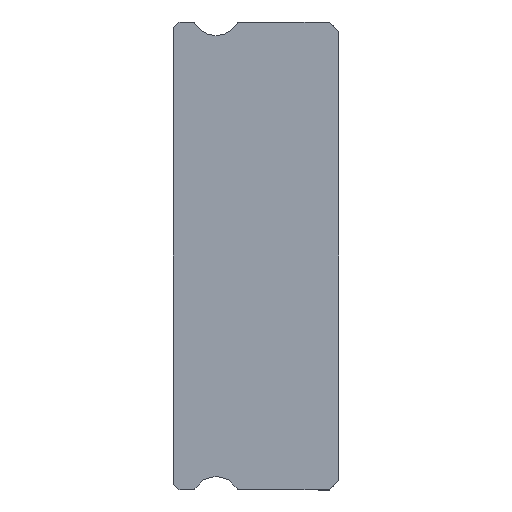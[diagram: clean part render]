
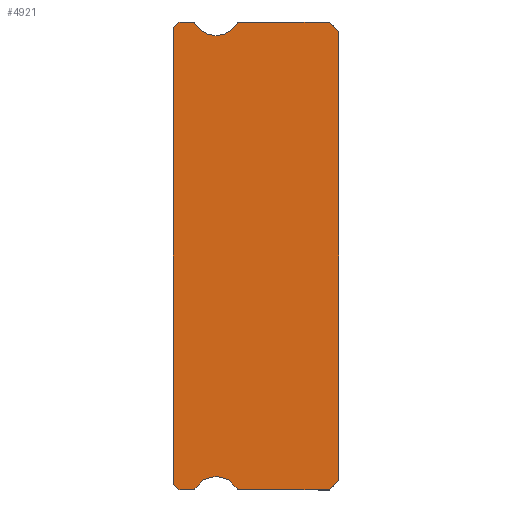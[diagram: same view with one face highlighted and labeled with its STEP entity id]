
A CAD part, left-side view. The second image highlights one B-rep face of the part: STEP entity #4921.
In plain terms, the highlighted planar face has unit normal (-1, 0, 0).
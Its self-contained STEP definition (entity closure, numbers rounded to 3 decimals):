
#172 = EDGE_CURVE ( 'NONE', #187, #386, #7081, .T. ) ;
#187 = VERTEX_POINT ( 'NONE', #336 ) ;
#214 = DIRECTION ( 'NONE',  ( 0., 0., -1. ) ) ;
#247 = CARTESIAN_POINT ( 'NONE',  ( -20., 0.5, -12. ) ) ;
#248 = FACE_OUTER_BOUND ( 'NONE', #4339, .T. ) ;
#336 = CARTESIAN_POINT ( 'NONE',  ( -20., 0., -11.5 ) ) ;
#362 = CARTESIAN_POINT ( 'NONE',  ( -20., 0., 11.5 ) ) ;
#386 = VERTEX_POINT ( 'NONE', #247 ) ;
#410 = CARTESIAN_POINT ( 'NONE',  ( -20., 0., 11.5 ) ) ;
#426 = CARTESIAN_POINT ( 'NONE',  ( -20., 6.3, 11.3 ) ) ;
#436 = CARTESIAN_POINT ( 'NONE',  ( -20., 7.383, -11.925 ) ) ;
#466 = DIRECTION ( 'NONE',  ( 0., 0., -1. ) ) ;
#521 = VERTEX_POINT ( 'NONE', #410 ) ;
#525 = ORIENTED_EDGE ( 'NONE', *, *, #4377, .F. ) ;
#630 = CARTESIAN_POINT ( 'NONE',  ( -20., 7.512, 12. ) ) ;
#662 = EDGE_CURVE ( 'NONE', #2006, #1548, #1979, .T. ) ;
#669 = DIRECTION ( 'NONE',  ( 0., 1., 0. ) ) ;
#688 = LINE ( 'NONE', #1910, #2498 ) ;
#690 = EDGE_CURVE ( 'NONE', #4026, #4834, #2503, .T. ) ;
#695 = VECTOR ( 'NONE', #3260, 1000. ) ;
#698 = ORIENTED_EDGE ( 'NONE', *, *, #7994, .F. ) ;
#704 = ORIENTED_EDGE ( 'NONE', *, *, #1187, .F. ) ;
#870 = EDGE_CURVE ( 'NONE', #5210, #6343, #3045, .T. ) ;
#936 = AXIS2_PLACEMENT_3D ( 'NONE', #3527, #7552, #214 ) ;
#938 = DIRECTION ( 'NONE',  ( 0., 0., -1. ) ) ;
#971 = VERTEX_POINT ( 'NONE', #436 ) ;
#994 = CARTESIAN_POINT ( 'NONE',  ( -20., 0., -11.5 ) ) ;
#1001 = ORIENTED_EDGE ( 'NONE', *, *, #5081, .T. ) ;
#1078 = CIRCLE ( 'NONE', #5803, 0.15 ) ;
#1096 = ORIENTED_EDGE ( 'NONE', *, *, #870, .T. ) ;
#1130 = ORIENTED_EDGE ( 'NONE', *, *, #3683, .F. ) ;
#1187 = EDGE_CURVE ( 'NONE', #1413, #6004, #6494, .T. ) ;
#1195 = CARTESIAN_POINT ( 'NONE',  ( -20., 6.3, -12.55 ) ) ;
#1210 = VERTEX_POINT ( 'NONE', #2086 ) ;
#1287 = DIRECTION ( 'NONE',  ( 0., 0., -1. ) ) ;
#1289 = CARTESIAN_POINT ( 'NONE',  ( -20., 5.217, 11.925 ) ) ;
#1304 = EDGE_CURVE ( 'NONE', #7945, #3677, #2192, .T. ) ;
#1321 = CARTESIAN_POINT ( 'NONE',  ( -20., 7.512, 12. ) ) ;
#1413 = VERTEX_POINT ( 'NONE', #426 ) ;
#1502 = AXIS2_PLACEMENT_3D ( 'NONE', #8601, #6511, #1287 ) ;
#1548 = VERTEX_POINT ( 'NONE', #2030 ) ;
#1618 = DIRECTION ( 'NONE',  ( 0., -0.707, -0.707 ) ) ;
#1742 = LINE ( 'NONE', #6480, #5247 ) ;
#1762 = VECTOR ( 'NONE', #7849, 1000. ) ;
#1812 = CARTESIAN_POINT ( 'NONE',  ( -20., 7.512, 11.85 ) ) ;
#1910 = CARTESIAN_POINT ( 'NONE',  ( -20., 7.512, -12. ) ) ;
#1922 = CIRCLE ( 'NONE', #6783, 1.25 ) ;
#1979 = LINE ( 'NONE', #7939, #1762 ) ;
#2006 = VERTEX_POINT ( 'NONE', #3289 ) ;
#2030 = CARTESIAN_POINT ( 'NONE',  ( -20., 8.5, 11.7 ) ) ;
#2086 = CARTESIAN_POINT ( 'NONE',  ( -20., 8.2, 12. ) ) ;
#2192 = CIRCLE ( 'NONE', #5946, 0.15 ) ;
#2200 = CIRCLE ( 'NONE', #1502, 0.15 ) ;
#2228 = EDGE_CURVE ( 'NONE', #6004, #4026, #4445, .T. ) ;
#2343 = CARTESIAN_POINT ( 'NONE',  ( -20., 7.512, -12. ) ) ;
#2423 = DIRECTION ( 'NONE',  ( 0., 0.707, -0.707 ) ) ;
#2432 = DIRECTION ( 'NONE',  ( 0., -1., 0. ) ) ;
#2498 = VECTOR ( 'NONE', #4623, 1000. ) ;
#2503 = LINE ( 'NONE', #1321, #6623 ) ;
#2555 = CARTESIAN_POINT ( 'NONE',  ( -20., 5.217, -11.925 ) ) ;
#2599 = CARTESIAN_POINT ( 'NONE',  ( -20., 8.2, -12. ) ) ;
#2654 = VECTOR ( 'NONE', #5077, 1000. ) ;
#2740 = VECTOR ( 'NONE', #2432, 1000. ) ;
#3045 = LINE ( 'NONE', #2343, #2740 ) ;
#3213 = DIRECTION ( 'NONE',  ( 0., 0., -1. ) ) ;
#3217 = LINE ( 'NONE', #2599, #695 ) ;
#3260 = DIRECTION ( 'NONE',  ( 0., -0.707, -0.707 ) ) ;
#3289 = CARTESIAN_POINT ( 'NONE',  ( -20., 8.5, -11.7 ) ) ;
#3428 = VERTEX_POINT ( 'NONE', #6996 ) ;
#3473 = CARTESIAN_POINT ( 'NONE',  ( -20., 7.512, 11.85 ) ) ;
#3478 = EDGE_CURVE ( 'NONE', #3428, #1413, #6924, .T. ) ;
#3527 = CARTESIAN_POINT ( 'NONE',  ( -20., 6.3, 12.55 ) ) ;
#3536 = ORIENTED_EDGE ( 'NONE', *, *, #3665, .F. ) ;
#3556 = DIRECTION ( 'NONE',  ( 1., 0., 0. ) ) ;
#3568 = EDGE_CURVE ( 'NONE', #971, #6343, #2200, .T. ) ;
#3665 = EDGE_CURVE ( 'NONE', #3677, #971, #1922, .T. ) ;
#3677 = VERTEX_POINT ( 'NONE', #2555 ) ;
#3683 = EDGE_CURVE ( 'NONE', #4834, #521, #7656, .T. ) ;
#3816 = DIRECTION ( 'NONE',  ( -1., 0., 0. ) ) ;
#3827 = DIRECTION ( 'NONE',  ( 0., 0.707, -0.707 ) ) ;
#3859 = DIRECTION ( 'NONE',  ( -1., 0., 0. ) ) ;
#4026 = VERTEX_POINT ( 'NONE', #5274 ) ;
#4135 = ORIENTED_EDGE ( 'NONE', *, *, #7640, .T. ) ;
#4339 = EDGE_LOOP ( 'NONE', ( #7167, #5176, #1096, #7467, #3536, #6975, #525, #4532, #1001, #1130, #6680, #4502, #704, #5905, #698, #7892, #4135 ) ) ;
#4377 = EDGE_CURVE ( 'NONE', #386, #7945, #688, .T. ) ;
#4445 = CIRCLE ( 'NONE', #5835, 0.15 ) ;
#4502 = ORIENTED_EDGE ( 'NONE', *, *, #2228, .F. ) ;
#4532 = ORIENTED_EDGE ( 'NONE', *, *, #172, .F. ) ;
#4623 = DIRECTION ( 'NONE',  ( 0., 1., 0. ) ) ;
#4696 = VECTOR ( 'NONE', #2423, 1000. ) ;
#4764 = EDGE_CURVE ( 'NONE', #2006, #5210, #3217, .T. ) ;
#4834 = VERTEX_POINT ( 'NONE', #6600 ) ;
#4878 = DIRECTION ( 'NONE',  ( 1., 0., 0. ) ) ;
#4921 = ADVANCED_FACE ( 'NONE', ( #248 ), #6724, .F. ) ;
#5001 = DIRECTION ( 'NONE',  ( 0., 0., -1. ) ) ;
#5070 = DIRECTION ( 'NONE',  ( 0., 0., -1. ) ) ;
#5077 = DIRECTION ( 'NONE',  ( 0., 0., 1. ) ) ;
#5081 = EDGE_CURVE ( 'NONE', #187, #521, #7024, .T. ) ;
#5164 = DIRECTION ( 'NONE',  ( 0., -1., 0. ) ) ;
#5176 = ORIENTED_EDGE ( 'NONE', *, *, #4764, .T. ) ;
#5210 = VERTEX_POINT ( 'NONE', #8551 ) ;
#5247 = VECTOR ( 'NONE', #3827, 1000. ) ;
#5274 = CARTESIAN_POINT ( 'NONE',  ( -20., 5.088, 12. ) ) ;
#5288 = LINE ( 'NONE', #7268, #7935 ) ;
#5295 = DIRECTION ( 'NONE',  ( 0., 0., -1. ) ) ;
#5803 = AXIS2_PLACEMENT_3D ( 'NONE', #1812, #7758, #5295 ) ;
#5835 = AXIS2_PLACEMENT_3D ( 'NONE', #8241, #8326, #5070 ) ;
#5905 = ORIENTED_EDGE ( 'NONE', *, *, #3478, .F. ) ;
#5946 = AXIS2_PLACEMENT_3D ( 'NONE', #6831, #4878, #5001 ) ;
#5955 = AXIS2_PLACEMENT_3D ( 'NONE', #6377, #3816, #466 ) ;
#5982 = AXIS2_PLACEMENT_3D ( 'NONE', #3473, #3556, #938 ) ;
#6004 = VERTEX_POINT ( 'NONE', #1289 ) ;
#6027 = CARTESIAN_POINT ( 'NONE',  ( -20., 7.512, -12. ) ) ;
#6328 = CARTESIAN_POINT ( 'NONE',  ( -20., 5.088, -12. ) ) ;
#6343 = VERTEX_POINT ( 'NONE', #6027 ) ;
#6377 = CARTESIAN_POINT ( 'NONE',  ( -20., 6.3, 12.55 ) ) ;
#6478 = EDGE_CURVE ( 'NONE', #8087, #1210, #5288, .T. ) ;
#6480 = CARTESIAN_POINT ( 'NONE',  ( -20., 8.5, 11.7 ) ) ;
#6494 = CIRCLE ( 'NONE', #936, 1.25 ) ;
#6511 = DIRECTION ( 'NONE',  ( 1., 0., 0. ) ) ;
#6600 = CARTESIAN_POINT ( 'NONE',  ( -20., 0.5, 12. ) ) ;
#6623 = VECTOR ( 'NONE', #5164, 1000. ) ;
#6680 = ORIENTED_EDGE ( 'NONE', *, *, #690, .F. ) ;
#6724 = PLANE ( 'NONE',  #5982 ) ;
#6783 = AXIS2_PLACEMENT_3D ( 'NONE', #1195, #3859, #3213 ) ;
#6831 = CARTESIAN_POINT ( 'NONE',  ( -20., 5.088, -11.85 ) ) ;
#6924 = CIRCLE ( 'NONE', #5955, 1.25 ) ;
#6975 = ORIENTED_EDGE ( 'NONE', *, *, #1304, .F. ) ;
#6996 = CARTESIAN_POINT ( 'NONE',  ( -20., 7.383, 11.925 ) ) ;
#7024 = LINE ( 'NONE', #362, #2654 ) ;
#7081 = LINE ( 'NONE', #994, #4696 ) ;
#7167 = ORIENTED_EDGE ( 'NONE', *, *, #662, .F. ) ;
#7268 = CARTESIAN_POINT ( 'NONE',  ( -20., 8.2, 12. ) ) ;
#7467 = ORIENTED_EDGE ( 'NONE', *, *, #3568, .F. ) ;
#7552 = DIRECTION ( 'NONE',  ( -1., 0., 0. ) ) ;
#7614 = CARTESIAN_POINT ( 'NONE',  ( -20., 0.5, 12. ) ) ;
#7640 = EDGE_CURVE ( 'NONE', #1210, #1548, #1742, .T. ) ;
#7656 = LINE ( 'NONE', #7614, #8178 ) ;
#7758 = DIRECTION ( 'NONE',  ( 1., 0., 0. ) ) ;
#7849 = DIRECTION ( 'NONE',  ( 0., 0., 1. ) ) ;
#7892 = ORIENTED_EDGE ( 'NONE', *, *, #6478, .T. ) ;
#7935 = VECTOR ( 'NONE', #669, 1000. ) ;
#7939 = CARTESIAN_POINT ( 'NONE',  ( -20., 8.5, 11.85 ) ) ;
#7945 = VERTEX_POINT ( 'NONE', #6328 ) ;
#7994 = EDGE_CURVE ( 'NONE', #8087, #3428, #1078, .T. ) ;
#8087 = VERTEX_POINT ( 'NONE', #630 ) ;
#8178 = VECTOR ( 'NONE', #1618, 1000. ) ;
#8241 = CARTESIAN_POINT ( 'NONE',  ( -20., 5.088, 11.85 ) ) ;
#8326 = DIRECTION ( 'NONE',  ( 1., 0., 0. ) ) ;
#8551 = CARTESIAN_POINT ( 'NONE',  ( -20., 8.2, -12. ) ) ;
#8601 = CARTESIAN_POINT ( 'NONE',  ( -20., 7.512, -11.85 ) ) ;
